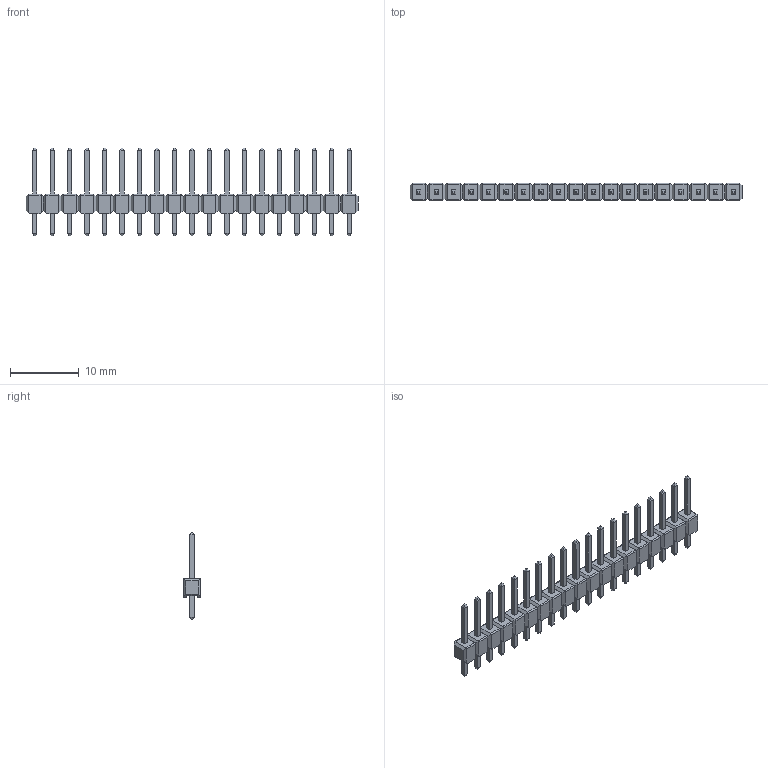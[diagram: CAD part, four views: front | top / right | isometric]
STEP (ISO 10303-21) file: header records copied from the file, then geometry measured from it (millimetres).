
FILE_DESCRIPTION(/* description */ (''),/* implementation_level */ '2;1');
FILE_NAME(/* name */ 'PI6AFD~1',/* time_stamp */ '2018-02-28T12:38:19+03:00',/* author */ (''),/* organization */ (''),/* preprocessor_version */ 'ST-DEVELOPER v15',/* originating_system */ '',/* authorisation */ '');
FILE_SCHEMA (('AUTOMOTIVE_DESIGN'));
Length unit declared in the file: millimetre
Products named in the file (1): Document
Bounding box: 48.26 x 2.54 x 12.7 mm (x, y, z)
Volume: 137.5 mm3; surface area: 1293.1 mm2
Topology: 22 solids, 38 shells, 692 faces, 1814 edges, 1176 vertices
Faces by surface type: plane 654, bspline 38
Entity records: 20808 total; most frequent: CARTESIAN_POINT 7986, ORIENTED_EDGE 3452, EDGE_CURVE 1786, B_SPLINE_CURVE_WITH_KNOTS 1738, VERTEX_POINT 1140, EDGE_LOOP 730, ADVANCED_FACE 692, FACE_OUTER_BOUND 692
